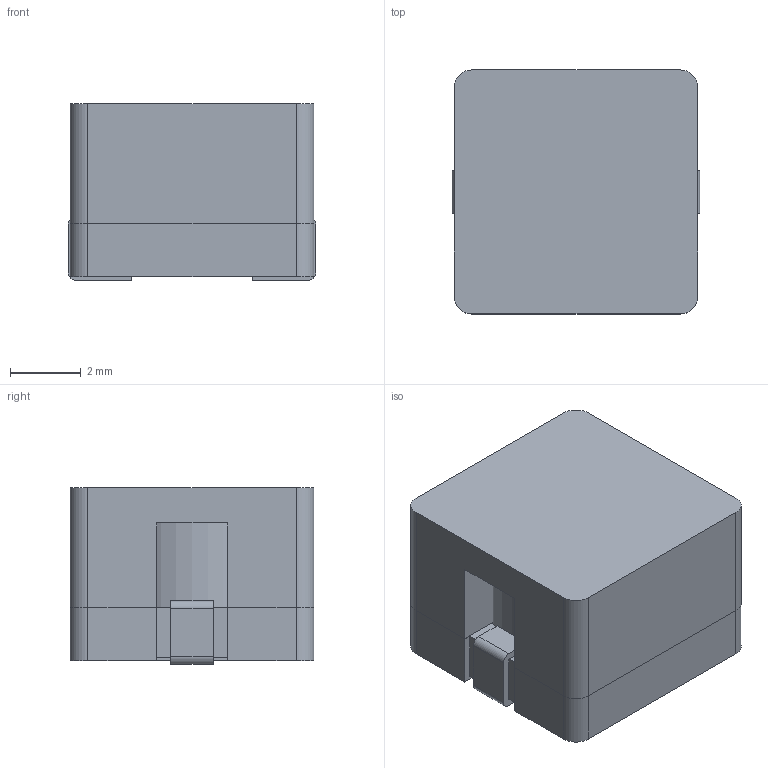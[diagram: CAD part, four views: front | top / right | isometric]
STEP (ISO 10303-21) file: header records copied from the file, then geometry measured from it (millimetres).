
FILE_DESCRIPTION(/* description */ (''),/* implementation_level */ '2;1');
FILE_NAME(/* name */ 'IND_WURTH_WE-HCI_7050.stp',/* time_stamp */ '2017-02-22T13:09:44+01:00',/* author */ ('jchouvet'),/* organization */ ('Unknown'),/* preprocessor_version */ 'ST-DEVELOPER v16.1',/* originating_system */ 'AutoCAD Mechanical',/* authorisation */ ' ');
FILE_SCHEMA (('AUTOMOTIVE_DESIGN { 1 0 10303 214 3 1 1 }'));
Length unit declared in the file: millimetre
Products named in the file (1): Product
Bounding box: 7 x 6.9 x 5 mm (x, y, z)
Surface area: 447.4 mm2
Topology: 5 solids, 5 shells, 67 faces, 171 edges, 114 vertices
Faces by surface type: plane 50, cylinder 17
Full cylindrical faces by diameter (mm): 5.1 x1
Entity records: 2056 total; most frequent: CARTESIAN_POINT 352, ORIENTED_EDGE 340, DIRECTION 340, EDGE_CURVE 170, LINE 136, VECTOR 136, VERTEX_POINT 114, AXIS2_PLACEMENT_3D 102
